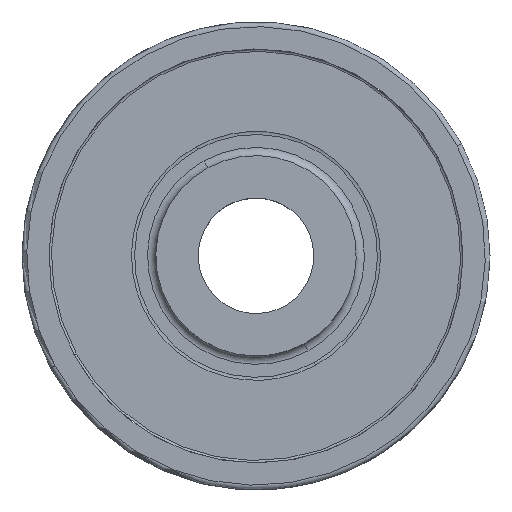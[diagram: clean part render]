
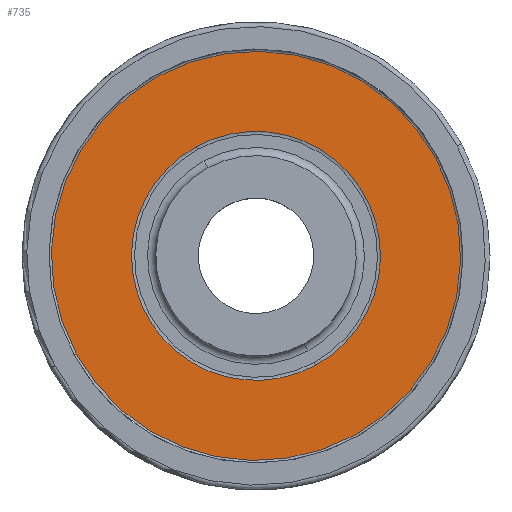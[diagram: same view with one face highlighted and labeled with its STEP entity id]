
A CAD part, top view. The second image highlights one B-rep face of the part: STEP entity #735.
In plain terms, the highlighted planar face has unit normal (0, 0, 1).
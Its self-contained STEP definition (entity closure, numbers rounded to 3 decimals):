
#437=AXIS2_PLACEMENT_3D('Circle Axis2P3D',#435,#436,$) ;
#471=AXIS2_PLACEMENT_3D('Circle Axis2P3D',#469,#470,$) ;
#669=AXIS2_PLACEMENT_3D('Plane Axis2P3D',#666,#667,#668) ;
#432=CARTESIAN_POINT('Vertex',(-15.233,-8.322,4.65)) ;
#435=CARTESIAN_POINT('Axis2P3D Location',(0.,0.,4.65)) ;
#439=CARTESIAN_POINT('Vertex',(15.233,8.322,4.65)) ;
#469=CARTESIAN_POINT('Axis2P3D Location',(0.,0.,4.65)) ;
#666=CARTESIAN_POINT('Axis2P3D Location',(17.358,0.,4.65)) ;
#676=CARTESIAN_POINT('Control Point',(-5.063,9.267,4.65)) ;
#677=CARTESIAN_POINT('Control Point',(-5.996,8.757,4.65)) ;
#678=CARTESIAN_POINT('Control Point',(-6.866,8.13,4.65)) ;
#679=CARTESIAN_POINT('Control Point',(-7.651,7.395,4.65)) ;
#680=CARTESIAN_POINT('Control Point',(-9.02,5.744,4.65)) ;
#681=CARTESIAN_POINT('Control Point',(-9.937,3.805,4.65)) ;
#682=CARTESIAN_POINT('Control Point',(-10.27,2.783,4.65)) ;
#683=CARTESIAN_POINT('Control Point',(-10.672,0.676,4.65)) ;
#684=CARTESIAN_POINT('Control Point',(-10.539,-1.465,4.65)) ;
#685=CARTESIAN_POINT('Control Point',(-10.338,-2.521,4.65)) ;
#686=CARTESIAN_POINT('Control Point',(-9.673,-4.56,4.65)) ;
#687=CARTESIAN_POINT('Control Point',(-8.523,-6.371,4.65)) ;
#688=CARTESIAN_POINT('Control Point',(-7.836,-7.199,4.65)) ;
#689=CARTESIAN_POINT('Control Point',(-6.269,-8.663,4.65)) ;
#690=CARTESIAN_POINT('Control Point',(-4.388,-9.694,4.65)) ;
#691=CARTESIAN_POINT('Control Point',(-3.387,-10.087,4.65)) ;
#692=CARTESIAN_POINT('Control Point',(-1.308,-10.614,4.65)) ;
#693=CARTESIAN_POINT('Control Point',(0.837,-10.608,4.65)) ;
#694=CARTESIAN_POINT('Control Point',(1.903,-10.469,4.65)) ;
#695=CARTESIAN_POINT('Control Point',(3.186,-10.134,4.65)) ;
#696=CARTESIAN_POINT('Control Point',(4.392,-9.608,4.65)) ;
#697=CARTESIAN_POINT('Control Point',(4.619,-9.501,4.65)) ;
#698=CARTESIAN_POINT('Control Point',(4.842,-9.387,4.65)) ;
#699=CARTESIAN_POINT('Control Point',(5.063,-9.267,4.65)) ;
#700=CARTESIAN_POINT('Vertex',(-5.063,9.267,4.65)) ;
#702=CARTESIAN_POINT('Vertex',(5.063,-9.267,4.65)) ;
#706=CARTESIAN_POINT('Control Point',(5.063,-9.267,4.65)) ;
#707=CARTESIAN_POINT('Control Point',(5.996,-8.757,4.65)) ;
#708=CARTESIAN_POINT('Control Point',(6.866,-8.13,4.65)) ;
#709=CARTESIAN_POINT('Control Point',(7.651,-7.395,4.65)) ;
#710=CARTESIAN_POINT('Control Point',(9.02,-5.744,4.65)) ;
#711=CARTESIAN_POINT('Control Point',(9.937,-3.805,4.65)) ;
#712=CARTESIAN_POINT('Control Point',(10.27,-2.783,4.65)) ;
#713=CARTESIAN_POINT('Control Point',(10.672,-0.676,4.65)) ;
#714=CARTESIAN_POINT('Control Point',(10.539,1.465,4.65)) ;
#715=CARTESIAN_POINT('Control Point',(10.338,2.521,4.65)) ;
#716=CARTESIAN_POINT('Control Point',(9.673,4.56,4.65)) ;
#717=CARTESIAN_POINT('Control Point',(8.523,6.371,4.65)) ;
#718=CARTESIAN_POINT('Control Point',(7.836,7.199,4.65)) ;
#719=CARTESIAN_POINT('Control Point',(6.269,8.663,4.65)) ;
#720=CARTESIAN_POINT('Control Point',(4.388,9.694,4.65)) ;
#721=CARTESIAN_POINT('Control Point',(3.387,10.087,4.65)) ;
#722=CARTESIAN_POINT('Control Point',(1.308,10.614,4.65)) ;
#723=CARTESIAN_POINT('Control Point',(-0.837,10.608,4.65)) ;
#724=CARTESIAN_POINT('Control Point',(-1.903,10.469,4.65)) ;
#725=CARTESIAN_POINT('Control Point',(-3.186,10.134,4.65)) ;
#726=CARTESIAN_POINT('Control Point',(-4.392,9.608,4.65)) ;
#727=CARTESIAN_POINT('Control Point',(-4.619,9.501,4.65)) ;
#728=CARTESIAN_POINT('Control Point',(-4.842,9.387,4.65)) ;
#729=CARTESIAN_POINT('Control Point',(-5.063,9.267,4.65)) ;
#436=DIRECTION('Axis2P3D Direction',(0.,0.,1.)) ;
#470=DIRECTION('Axis2P3D Direction',(0.,0.,1.)) ;
#667=DIRECTION('Axis2P3D Direction',(0.,0.,1.)) ;
#668=DIRECTION('Axis2P3D XDirection',(1.,0.,0.)) ;
#672=ORIENTED_EDGE('',*,*,#473,.T.) ;
#673=ORIENTED_EDGE('',*,*,#441,.T.) ;
#732=ORIENTED_EDGE('',*,*,#704,.F.) ;
#733=ORIENTED_EDGE('',*,*,#730,.F.) ;
#734=FACE_BOUND('',#731,.T.) ;
#735=ADVANCED_FACE('NOCUT',(#674,#734),#670,.T.) ;
#675=B_SPLINE_CURVE_WITH_KNOTS('',5,(#676,#677,#678,#679,#680,#681,#682,#683,#684,#685,#686,#687,#688,#689,#690,#691,#692,#693,#694,#695,#696,#697,#698,#699),.UNSPECIFIED.,.F.,.U.,(6,3,3,3,3,3,3,6),(0.,7.43,14.862,22.294,29.726,37.157,44.589,46.342),.UNSPECIFIED.) ;
#705=B_SPLINE_CURVE_WITH_KNOTS('',5,(#706,#707,#708,#709,#710,#711,#712,#713,#714,#715,#716,#717,#718,#719,#720,#721,#722,#723,#724,#725,#726,#727,#728,#729),.UNSPECIFIED.,.F.,.U.,(6,3,3,3,3,3,3,6),(0.,7.43,14.862,22.294,29.726,37.157,44.589,46.342),.UNSPECIFIED.) ;
#438=CIRCLE('generated circle',#437,17.358) ;
#472=CIRCLE('generated circle',#471,17.358) ;
#441=EDGE_CURVE('',#440,#433,#438,.T.) ;
#473=EDGE_CURVE('',#433,#440,#472,.T.) ;
#704=EDGE_CURVE('',#701,#703,#675,.T.) ;
#730=EDGE_CURVE('',#703,#701,#705,.T.) ;
#671=EDGE_LOOP('',(#672,#673)) ;
#731=EDGE_LOOP('',(#732,#733)) ;
#674=FACE_OUTER_BOUND('',#671,.T.) ;
#670=PLANE('',#669) ;
#433=VERTEX_POINT('',#432) ;
#440=VERTEX_POINT('',#439) ;
#701=VERTEX_POINT('',#700) ;
#703=VERTEX_POINT('',#702) ;
